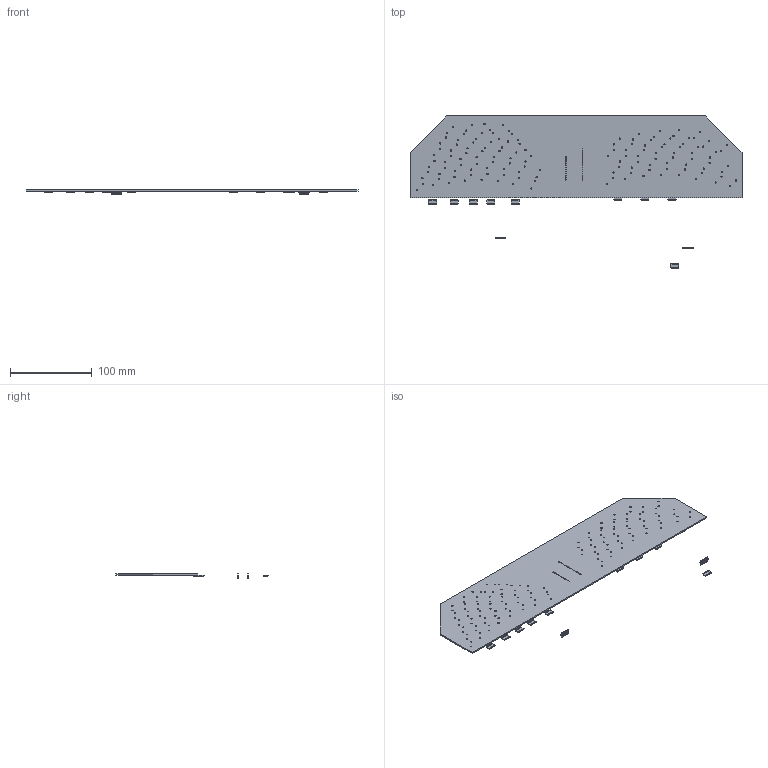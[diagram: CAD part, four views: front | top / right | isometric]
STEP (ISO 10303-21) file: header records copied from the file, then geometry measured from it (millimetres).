
FILE_DESCRIPTION(('KiCad electronic assembly'),'2;1');
FILE_NAME('bandoneon.step','2024-02-04T22:29:57',('Pcbnew'),('Kicad'), 'Open CASCADE STEP processor 7.7','KiCad to STEP converter','Unknown' );
FILE_SCHEMA(('AUTOMOTIVE_DESIGN { 1 0 10303 214 1 1 1 1 }'));
Length unit declared in the file: millimetre
Products named in the file (6): bandoneon 1; SOIC-16_3.9x9.9mm_P1.27mm; SOIC_16_39x99mm_P127mm; PinHeader_1x10_P1.27mm_Vertical; PinHeader_1x10_P127mm_Vertical; bandoneon PCB
Assembly tree (15 placements, depth 3):
  bandoneon 1
    SOIC-16_3.9x9.9mm_P1.27mm  x10
      SOIC_16_39x99mm_P127mm
    PinHeader_1x10_P1.27mm_Vertical  x2
      PinHeader_1x10_P127mm_Vertical
    bandoneon PCB
Bounding box: 405 x 185.53 x 6.3 mm (x, y, z)
Volume: 61826.6 mm3; surface area: 80956.2 mm2
Topology: 13 solids, 13 shells, 3426 faces, 9010 edges, 5660 vertices
Faces by surface type: plane 2206, cylinder 820, bspline 400
Full cylindrical faces by diameter (mm): 0.6 x10, 0.8 x28, 1.5 x142
Entity records: 51020 total; most frequent: CARTESIAN_POINT 10135, DIRECTION 6827, LINE 4473, VECTOR 4473, ORIENTED_EDGE 3690, PCURVE 3690, DEFINITIONAL_REPRESENTATION 3690, EDGE_CURVE 1845
